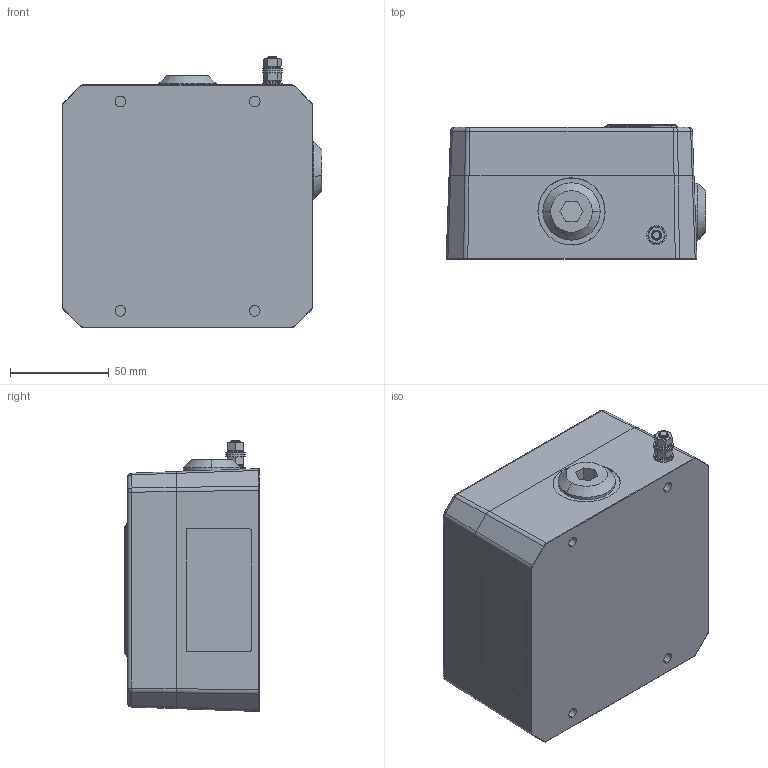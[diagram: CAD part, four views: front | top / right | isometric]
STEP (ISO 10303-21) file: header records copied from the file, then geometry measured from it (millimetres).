
FILE_DESCRIPTION (( 'STEP AP214' ), '1' );
FILE_NAME ('SK0448_Issue_A.STEP', '2016-10-26T11:46:47', ( 'User' ), ( '' ), 'SwSTEP 2.0', 'SolidWorks 2016', '' );
FILE_SCHEMA (( 'AUTOMOTIVE_DESIGN' ));
Length unit declared in the file: millimetre
Products named in the file (1): SK0448_Issue_A
Bounding box: 131.46 x 68 x 137.21 mm (x, y, z)
Volume: 949979.8 mm3; surface area: 145756.5 mm2
Topology: 22 solids, 35 shells, 1349 faces, 3275 edges, 2002 vertices
Faces by surface type: plane 436, cylinder 432, cone 209, bspline 181, torus 79, sphere 12
Entity records: 65780 total; most frequent: CARTESIAN_POINT 21283, ORIENTED_EDGE 6454, DIRECTION 5848, EDGE_CURVE 3227, AXIS2_PLACEMENT_3D 2225, VERTEX_POINT 2002, EDGE_LOOP 1443, LINE 1398
